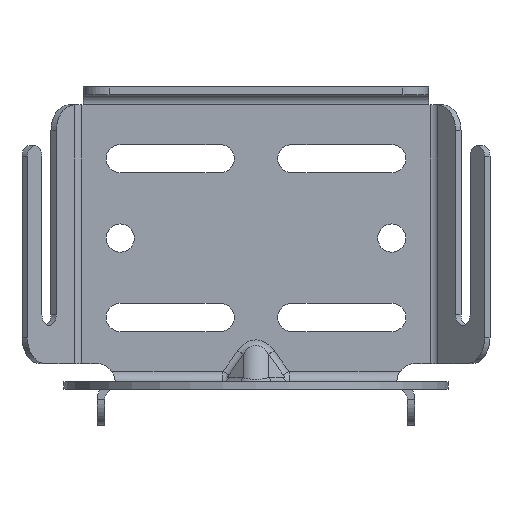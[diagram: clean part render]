
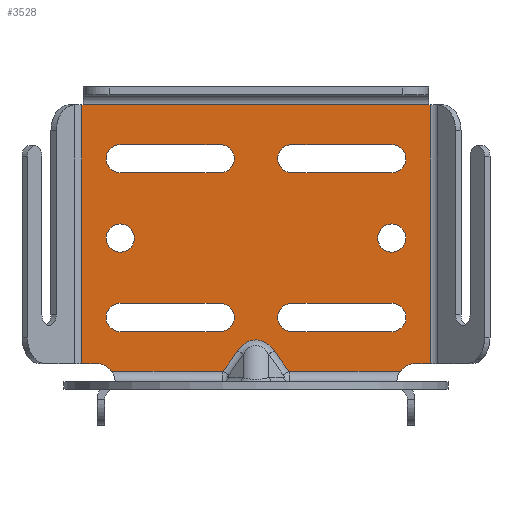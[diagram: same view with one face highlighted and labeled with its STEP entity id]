
A CAD part, front view. The second image highlights one B-rep face of the part: STEP entity #3528.
In plain terms, the highlighted planar face has unit normal (0, -1, 0).
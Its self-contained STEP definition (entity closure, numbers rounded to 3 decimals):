
#26=FACE_BOUND('',#1227,.T.);
#27=FACE_BOUND('',#1228,.T.);
#28=FACE_BOUND('',#1229,.T.);
#29=FACE_BOUND('',#1230,.T.);
#30=FACE_BOUND('',#1231,.T.);
#31=FACE_BOUND('',#1232,.T.);
#218=PLANE('',#3829);
#294=LINE('',#5285,#595);
#296=LINE('',#5326,#597);
#302=LINE('',#5386,#603);
#368=LINE('',#5814,#669);
#369=LINE('',#5816,#670);
#370=LINE('',#5818,#671);
#371=LINE('',#5820,#672);
#372=LINE('',#5822,#673);
#373=LINE('',#5824,#674);
#374=LINE('',#5826,#675);
#375=LINE('',#5829,#676);
#376=LINE('',#5838,#677);
#377=LINE('',#5841,#678);
#378=LINE('',#5846,#679);
#379=LINE('',#5849,#680);
#380=LINE('',#5854,#681);
#381=LINE('',#5857,#682);
#382=LINE('',#5862,#683);
#383=LINE('',#5865,#684);
#595=VECTOR('',#4134,10.);
#597=VECTOR('',#4146,10.);
#603=VECTOR('',#4164,10.);
#669=VECTOR('',#4422,10.);
#670=VECTOR('',#4423,10.);
#671=VECTOR('',#4424,10.);
#672=VECTOR('',#4425,10.);
#673=VECTOR('',#4426,10.);
#674=VECTOR('',#4427,10.);
#675=VECTOR('',#4428,10.);
#676=VECTOR('',#4431,10.);
#677=VECTOR('',#4438,10.);
#678=VECTOR('',#4441,10.);
#679=VECTOR('',#4444,10.);
#680=VECTOR('',#4447,10.);
#681=VECTOR('',#4450,10.);
#682=VECTOR('',#4453,10.);
#683=VECTOR('',#4456,10.);
#684=VECTOR('',#4459,10.);
#1023=FACE_OUTER_BOUND('',#1226,.T.);
#1226=EDGE_LOOP('',(#2682,#2683,#2684,#2685,#2686,#2687,#2688,#2689,#2690,
#2691,#2692,#2693,#2694,#2695));
#1227=EDGE_LOOP('',(#2696));
#1228=EDGE_LOOP('',(#2697));
#1229=EDGE_LOOP('',(#2698,#2699,#2700,#2701));
#1230=EDGE_LOOP('',(#2702,#2703,#2704,#2705));
#1231=EDGE_LOOP('',(#2706,#2707,#2708,#2709));
#1232=EDGE_LOOP('',(#2710,#2711,#2712,#2713));
#1407=ELLIPSE('',#3725,14.142,10.);
#1501=CIRCLE('',#3830,7.);
#1502=CIRCLE('',#3831,7.);
#1503=CIRCLE('',#3832,5.5);
#1504=CIRCLE('',#3833,5.5);
#1505=CIRCLE('',#3834,5.5);
#1506=CIRCLE('',#3835,5.5);
#1507=CIRCLE('',#3836,5.5);
#1508=CIRCLE('',#3837,5.5);
#1509=CIRCLE('',#3838,5.5);
#1510=CIRCLE('',#3839,5.5);
#1511=CIRCLE('',#3840,5.5);
#1512=CIRCLE('',#3841,5.5);
#1622=VERTEX_POINT('',#5277);
#1624=VERTEX_POINT('',#5283);
#1626=VERTEX_POINT('',#5318);
#1628=VERTEX_POINT('',#5324);
#1632=VERTEX_POINT('',#5371);
#1767=VERTEX_POINT('',#5811);
#1768=VERTEX_POINT('',#5813);
#1769=VERTEX_POINT('',#5815);
#1770=VERTEX_POINT('',#5817);
#1771=VERTEX_POINT('',#5819);
#1772=VERTEX_POINT('',#5821);
#1773=VERTEX_POINT('',#5823);
#1774=VERTEX_POINT('',#5825);
#1775=VERTEX_POINT('',#5827);
#1776=VERTEX_POINT('',#5830);
#1777=VERTEX_POINT('',#5832);
#1778=VERTEX_POINT('',#5834);
#1779=VERTEX_POINT('',#5835);
#1780=VERTEX_POINT('',#5837);
#1781=VERTEX_POINT('',#5839);
#1782=VERTEX_POINT('',#5842);
#1783=VERTEX_POINT('',#5843);
#1784=VERTEX_POINT('',#5845);
#1785=VERTEX_POINT('',#5847);
#1786=VERTEX_POINT('',#5850);
#1787=VERTEX_POINT('',#5851);
#1788=VERTEX_POINT('',#5853);
#1789=VERTEX_POINT('',#5855);
#1790=VERTEX_POINT('',#5858);
#1791=VERTEX_POINT('',#5859);
#1792=VERTEX_POINT('',#5861);
#1793=VERTEX_POINT('',#5863);
#1954=EDGE_CURVE('',#1624,#1622,#294,.T.);
#1957=EDGE_CURVE('',#1626,#1624,#1407,.T.);
#1960=EDGE_CURVE('',#1628,#1626,#296,.T.);
#1970=EDGE_CURVE('',#1632,#1628,#302,.F.);
#2119=EDGE_CURVE('',#1767,#1632,#1501,.T.);
#2120=EDGE_CURVE('',#1767,#1768,#368,.T.);
#2121=EDGE_CURVE('',#1768,#1769,#369,.T.);
#2122=EDGE_CURVE('',#1769,#1770,#370,.T.);
#2123=EDGE_CURVE('',#1771,#1770,#371,.T.);
#2124=EDGE_CURVE('',#1772,#1771,#372,.T.);
#2125=EDGE_CURVE('',#1773,#1772,#373,.T.);
#2126=EDGE_CURVE('',#1773,#1774,#374,.T.);
#2127=EDGE_CURVE('',#1775,#1774,#1502,.T.);
#2128=EDGE_CURVE('',#1622,#1775,#375,.F.);
#2129=EDGE_CURVE('',#1776,#1776,#1503,.T.);
#2130=EDGE_CURVE('',#1777,#1777,#1504,.T.);
#2131=EDGE_CURVE('',#1778,#1779,#1505,.T.);
#2132=EDGE_CURVE('',#1779,#1780,#376,.T.);
#2133=EDGE_CURVE('',#1780,#1781,#1506,.T.);
#2134=EDGE_CURVE('',#1781,#1778,#377,.T.);
#2135=EDGE_CURVE('',#1782,#1783,#1507,.T.);
#2136=EDGE_CURVE('',#1783,#1784,#378,.T.);
#2137=EDGE_CURVE('',#1784,#1785,#1508,.T.);
#2138=EDGE_CURVE('',#1785,#1782,#379,.T.);
#2139=EDGE_CURVE('',#1786,#1787,#1509,.T.);
#2140=EDGE_CURVE('',#1787,#1788,#380,.T.);
#2141=EDGE_CURVE('',#1788,#1789,#1510,.T.);
#2142=EDGE_CURVE('',#1789,#1786,#381,.T.);
#2143=EDGE_CURVE('',#1790,#1791,#1511,.T.);
#2144=EDGE_CURVE('',#1791,#1792,#382,.T.);
#2145=EDGE_CURVE('',#1792,#1793,#1512,.T.);
#2146=EDGE_CURVE('',#1793,#1790,#383,.T.);
#2682=ORIENTED_EDGE('',*,*,#1960,.F.);
#2683=ORIENTED_EDGE('',*,*,#1970,.F.);
#2684=ORIENTED_EDGE('',*,*,#2119,.F.);
#2685=ORIENTED_EDGE('',*,*,#2120,.T.);
#2686=ORIENTED_EDGE('',*,*,#2121,.T.);
#2687=ORIENTED_EDGE('',*,*,#2122,.T.);
#2688=ORIENTED_EDGE('',*,*,#2123,.F.);
#2689=ORIENTED_EDGE('',*,*,#2124,.F.);
#2690=ORIENTED_EDGE('',*,*,#2125,.F.);
#2691=ORIENTED_EDGE('',*,*,#2126,.T.);
#2692=ORIENTED_EDGE('',*,*,#2127,.F.);
#2693=ORIENTED_EDGE('',*,*,#2128,.F.);
#2694=ORIENTED_EDGE('',*,*,#1954,.F.);
#2695=ORIENTED_EDGE('',*,*,#1957,.F.);
#2696=ORIENTED_EDGE('',*,*,#2129,.T.);
#2697=ORIENTED_EDGE('',*,*,#2130,.T.);
#2698=ORIENTED_EDGE('',*,*,#2131,.T.);
#2699=ORIENTED_EDGE('',*,*,#2132,.T.);
#2700=ORIENTED_EDGE('',*,*,#2133,.T.);
#2701=ORIENTED_EDGE('',*,*,#2134,.T.);
#2702=ORIENTED_EDGE('',*,*,#2135,.T.);
#2703=ORIENTED_EDGE('',*,*,#2136,.T.);
#2704=ORIENTED_EDGE('',*,*,#2137,.T.);
#2705=ORIENTED_EDGE('',*,*,#2138,.T.);
#2706=ORIENTED_EDGE('',*,*,#2139,.T.);
#2707=ORIENTED_EDGE('',*,*,#2140,.T.);
#2708=ORIENTED_EDGE('',*,*,#2141,.T.);
#2709=ORIENTED_EDGE('',*,*,#2142,.T.);
#2710=ORIENTED_EDGE('',*,*,#2143,.T.);
#2711=ORIENTED_EDGE('',*,*,#2144,.T.);
#2712=ORIENTED_EDGE('',*,*,#2145,.T.);
#2713=ORIENTED_EDGE('',*,*,#2146,.T.);
#3528=ADVANCED_FACE('',(#1023,#26,#27,#28,#29,#30,#31),#218,.T.);
#3725=AXIS2_PLACEMENT_3D('',#5320,#4138,#4139);
#3829=AXIS2_PLACEMENT_3D('',#5810,#4418,#4419);
#3830=AXIS2_PLACEMENT_3D('',#5812,#4420,#4421);
#3831=AXIS2_PLACEMENT_3D('',#5828,#4429,#4430);
#3832=AXIS2_PLACEMENT_3D('',#5831,#4432,#4433);
#3833=AXIS2_PLACEMENT_3D('',#5833,#4434,#4435);
#3834=AXIS2_PLACEMENT_3D('',#5836,#4436,#4437);
#3835=AXIS2_PLACEMENT_3D('',#5840,#4439,#4440);
#3836=AXIS2_PLACEMENT_3D('',#5844,#4442,#4443);
#3837=AXIS2_PLACEMENT_3D('',#5848,#4445,#4446);
#3838=AXIS2_PLACEMENT_3D('',#5852,#4448,#4449);
#3839=AXIS2_PLACEMENT_3D('',#5856,#4451,#4452);
#3840=AXIS2_PLACEMENT_3D('',#5860,#4454,#4455);
#3841=AXIS2_PLACEMENT_3D('',#5864,#4457,#4458);
#4134=DIRECTION('',(-0.577,0.,-0.816));
#4138=DIRECTION('center_axis',(0.,-1.,0.));
#4139=DIRECTION('ref_axis',(0.,0.,1.));
#4146=DIRECTION('',(-0.577,0.,0.816));
#4164=DIRECTION('',(1.,0.,0.));
#4418=DIRECTION('center_axis',(0.,-1.,0.));
#4419=DIRECTION('ref_axis',(1.,0.,0.));
#4420=DIRECTION('center_axis',(0.,-1.,0.));
#4421=DIRECTION('ref_axis',(-0.707,0.,0.707));
#4422=DIRECTION('',(1.,0.,0.));
#4423=DIRECTION('',(0.,0.,1.));
#4424=DIRECTION('',(-1.,0.,0.));
#4425=DIRECTION('',(1.,0.,0.));
#4426=DIRECTION('',(1.,0.,0.));
#4427=DIRECTION('',(0.,0.,1.));
#4428=DIRECTION('',(1.,0.,0.));
#4429=DIRECTION('center_axis',(0.,-1.,0.));
#4430=DIRECTION('ref_axis',(0.707,0.,0.707));
#4431=DIRECTION('',(1.,0.,0.));
#4432=DIRECTION('center_axis',(0.,1.,0.));
#4433=DIRECTION('ref_axis',(-1.,0.,0.));
#4434=DIRECTION('center_axis',(0.,1.,0.));
#4435=DIRECTION('ref_axis',(-1.,0.,0.));
#4436=DIRECTION('center_axis',(0.,1.,0.));
#4437=DIRECTION('ref_axis',(0.,0.,
1.));
#4438=DIRECTION('',(1.,0.,0.));
#4439=DIRECTION('center_axis',(0.,1.,0.));
#4440=DIRECTION('ref_axis',(0.,0.,-1.));
#4441=DIRECTION('',(-1.,0.,0.));
#4442=DIRECTION('center_axis',(0.,1.,0.));
#4443=DIRECTION('ref_axis',(0.,0.,1.));
#4444=DIRECTION('',(-1.,0.,0.));
#4445=DIRECTION('center_axis',(0.,1.,0.));
#4446=DIRECTION('ref_axis',(0.,0.,-1.));
#4447=DIRECTION('',(1.,0.,0.));
#4448=DIRECTION('center_axis',(0.,1.,0.));
#4449=DIRECTION('ref_axis',(0.,0.,-1.));
#4450=DIRECTION('',(1.,0.,0.));
#4451=DIRECTION('center_axis',(0.,1.,0.));
#4452=DIRECTION('ref_axis',(0.,0.,1.));
#4453=DIRECTION('',(-1.,0.,0.));
#4454=DIRECTION('center_axis',(0.,1.,0.));
#4455=DIRECTION('ref_axis',(0.,0.,-1.));
#4456=DIRECTION('',(1.,0.,0.));
#4457=DIRECTION('center_axis',(0.,1.,0.));
#4458=DIRECTION('ref_axis',(0.,0.,1.));
#4459=DIRECTION('',(-1.,0.,0.));
#5277=CARTESIAN_POINT('',(-12.799,0.,-62.));
#5283=CARTESIAN_POINT('',(-7.071,0.,-53.899));
#5285=CARTESIAN_POINT('',(-8.345,0.,-55.701));
#5318=CARTESIAN_POINT('',(7.071,0.,-53.899));
#5320=CARTESIAN_POINT('Origin',(0.,0.,-63.899));
#5324=CARTESIAN_POINT('',(12.799,0.,-62.));
#5326=CARTESIAN_POINT('',(-15.305,0.,-22.255));
#5371=CARTESIAN_POINT('',(56.255,0.,-62.));
#5386=CARTESIAN_POINT('',(-34.,0.,-62.));
#5810=CARTESIAN_POINT('Origin',(-68.,0.,0.));
#5811=CARTESIAN_POINT('',(62.,0.,-59.));
#5812=CARTESIAN_POINT('Origin',(62.,0.,-66.));
#5813=CARTESIAN_POINT('',(68.,0.,-59.));
#5814=CARTESIAN_POINT('',(-3.25,0.,-59.));
#5815=CARTESIAN_POINT('',(68.,0.,42.));
#5816=CARTESIAN_POINT('',(68.,0.,0.));
#5817=CARTESIAN_POINT('',(67.35,0.,42.));
#5818=CARTESIAN_POINT('',(-51.,0.,42.));
#5819=CARTESIAN_POINT('',(-67.35,0.,42.));
#5820=CARTESIAN_POINT('',(-34.,0.,42.));
#5821=CARTESIAN_POINT('',(-68.,0.,42.));
#5822=CARTESIAN_POINT('',(-51.,0.,42.));
#5823=CARTESIAN_POINT('',(-68.,0.,-59.));
#5824=CARTESIAN_POINT('',(-68.,0.,0.));
#5825=CARTESIAN_POINT('',(-62.,0.,-59.));
#5826=CARTESIAN_POINT('',(-64.75,0.,-59.));
#5827=CARTESIAN_POINT('',(-56.255,0.,-62.));
#5828=CARTESIAN_POINT('Origin',(-62.,0.,-66.));
#5829=CARTESIAN_POINT('',(-34.,0.,-62.));
#5830=CARTESIAN_POINT('',(-47.5,0.,-10.));
#5831=CARTESIAN_POINT('Origin',(-53.,0.,-10.));
#5832=CARTESIAN_POINT('',(58.5,0.,-10.));
#5833=CARTESIAN_POINT('Origin',(53.,0.,-10.));
#5834=CARTESIAN_POINT('',(14.,0.,15.5));
#5835=CARTESIAN_POINT('',(14.,0.,26.5));
#5836=CARTESIAN_POINT('Origin',(14.,0.,21.));
#5837=CARTESIAN_POINT('',(53.,0.,26.5));
#5838=CARTESIAN_POINT('',(-7.5,0.,26.5));
#5839=CARTESIAN_POINT('',(53.,0.,15.5));
#5840=CARTESIAN_POINT('Origin',(53.,0.,21.));
#5841=CARTESIAN_POINT('',(-27.,0.,15.5));
#5842=CARTESIAN_POINT('',(53.,0.,-35.5));
#5843=CARTESIAN_POINT('',(53.,0.,-46.5));
#5844=CARTESIAN_POINT('Origin',(53.,0.,-41.));
#5845=CARTESIAN_POINT('',(14.,0.,-46.5));
#5846=CARTESIAN_POINT('',(-27.,0.,-46.5));
#5847=CARTESIAN_POINT('',(14.,0.,-35.5));
#5848=CARTESIAN_POINT('Origin',(14.,0.,-41.));
#5849=CARTESIAN_POINT('',(-7.5,0.,-35.5));
#5850=CARTESIAN_POINT('',(-53.,0.,-46.5));
#5851=CARTESIAN_POINT('',(-53.,0.,-35.5));
#5852=CARTESIAN_POINT('Origin',(-53.,0.,-41.));
#5853=CARTESIAN_POINT('',(-14.,0.,-35.5));
#5854=CARTESIAN_POINT('',(-41.,0.,-35.5));
#5855=CARTESIAN_POINT('',(-14.,0.,-46.5));
#5856=CARTESIAN_POINT('Origin',(-14.,0.,-41.));
#5857=CARTESIAN_POINT('',(-60.5,0.,-46.5));
#5858=CARTESIAN_POINT('',(-53.,0.,15.5));
#5859=CARTESIAN_POINT('',(-53.,0.,26.5));
#5860=CARTESIAN_POINT('Origin',(-53.,0.,21.));
#5861=CARTESIAN_POINT('',(-14.,0.,26.5));
#5862=CARTESIAN_POINT('',(-41.,0.,26.5));
#5863=CARTESIAN_POINT('',(-14.,0.,15.5));
#5864=CARTESIAN_POINT('Origin',(-14.,0.,21.));
#5865=CARTESIAN_POINT('',(-60.5,0.,15.5));
